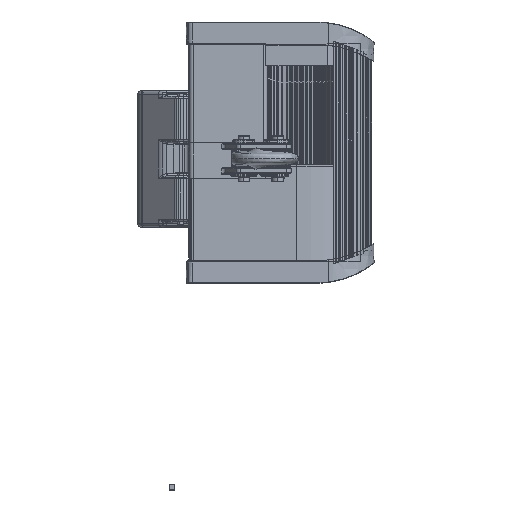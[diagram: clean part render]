
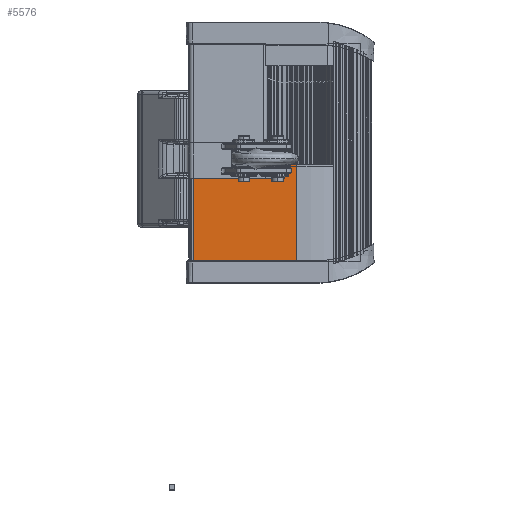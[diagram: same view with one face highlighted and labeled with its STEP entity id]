
A CAD part, top view. The second image highlights one B-rep face of the part: STEP entity #5576.
In plain terms, the highlighted planar face has unit normal (0, 0, 1).
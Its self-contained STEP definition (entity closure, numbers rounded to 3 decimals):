
#5576=ADVANCED_FACE('',(#12761),#12762,.T.);
#7241=EDGE_CURVE('',#15273,#12323,#15274,.T.);
#12323=VERTEX_POINT('',#27941);
#12761=FACE_OUTER_BOUND('',#29583,.T.);
#12762=PLANE('',#29584);
#15273=VERTEX_POINT('',#37819);
#15274=LINE('',#37820,#37821);
#27941=CARTESIAN_POINT('',(44.695,-13.0,-160.));
#29583=EDGE_LOOP('',(#55664,#55665,#55666,#55667,#55668,#55669));
#29584=AXIS2_PLACEMENT_3D('',#55670,#55671,#55672);
#37819=CARTESIAN_POINT('',(70.883,-13.0,-160.));
#37820=CARTESIAN_POINT('',(70.883,-13.0,-160.));
#37821=VECTOR('',#62596,1.0);
#55664=ORIENTED_EDGE('',*,*,#90959,.T.);
#55665=ORIENTED_EDGE('',*,*,#90960,.T.);
#55666=ORIENTED_EDGE('',*,*,#90961,.T.);
#55667=ORIENTED_EDGE('',*,*,#89309,.F.);
#55668=ORIENTED_EDGE('',*,*,#7241,.T.);
#55669=ORIENTED_EDGE('',*,*,#90962,.T.);
#55670=CARTESIAN_POINT('',(-39.139,-13.0,-160.));
#55671=DIRECTION('',(0.,0.0,1.0));
#55672=DIRECTION('',(-1.0,0.0,0.));
#62596=DIRECTION('',(-1.0,0.0,0.));
#89309=EDGE_CURVE('',#15273,#100742,#100746,.T.);
#90959=EDGE_CURVE('',#103181,#103182,#103183,.T.);
#90960=EDGE_CURVE('',#103182,#103184,#103185,.T.);
#90961=EDGE_CURVE('',#103184,#100742,#103186,.T.);
#90962=EDGE_CURVE('',#12323,#103181,#103187,.T.);
#100742=VERTEX_POINT('',#116245);
#100746=LINE('',#116250,#116251);
#103181=VERTEX_POINT('',#121119);
#103182=VERTEX_POINT('',#121120);
#103183=LINE('',#121121,#121122);
#103184=VERTEX_POINT('',#121123);
#103185=LINE('',#121124,#121125);
#103186=LINE('',#121126,#121127);
#103187=LINE('',#121128,#121129);
#116245=CARTESIAN_POINT('',(70.883,-217.0,-160.));
#116250=CARTESIAN_POINT('',(70.883,-13.0,-160.));
#116251=VECTOR('',#134114,1.0);
#121119=CARTESIAN_POINT('',(44.695,-41.5,-160.));
#121120=CARTESIAN_POINT('',(-149.161,-41.5,-160.));
#121121=CARTESIAN_POINT('',(-99.594,-41.5,-160.));
#121122=VECTOR('',#136313,1.0);
#121123=CARTESIAN_POINT('',(-149.161,-217.0,-160.));
#121124=CARTESIAN_POINT('',(-149.161,-13.0,-160.));
#121125=VECTOR('',#136314,1.0);
#121126=CARTESIAN_POINT('',(70.883,-217.0,-160.));
#121127=VECTOR('',#136315,1.0);
#121128=CARTESIAN_POINT('',(44.695,-13.0,-160.));
#121129=VECTOR('',#136316,1.0);
#134114=DIRECTION('',(0.0,-1.0,0.0));
#136313=DIRECTION('',(-1.0,0.0,0.));
#136314=DIRECTION('',(0.0,-1.0,0.0));
#136315=DIRECTION('',(1.0,0.0,0.));
#136316=DIRECTION('',(0.0,-1.0,0.0));
